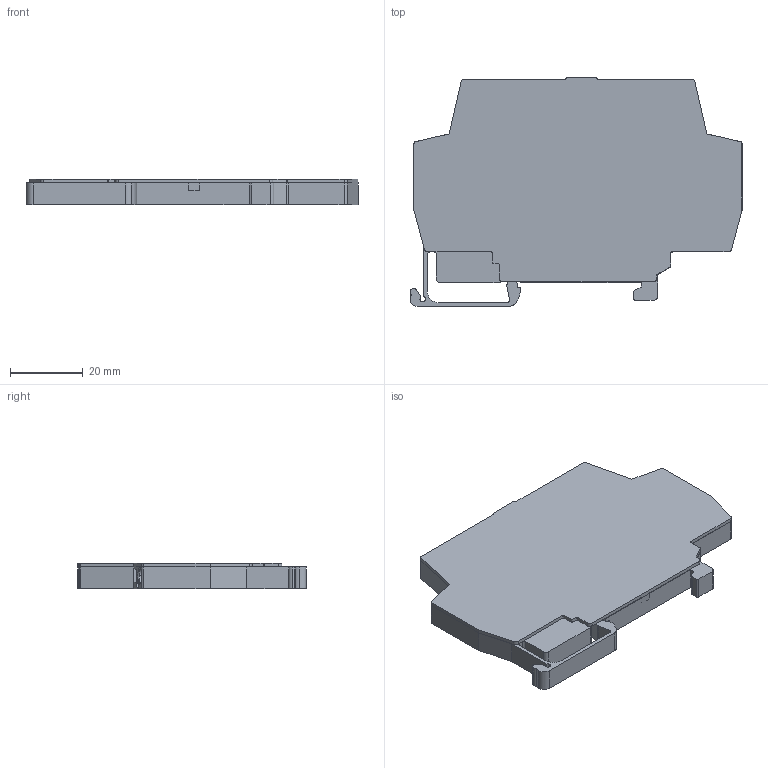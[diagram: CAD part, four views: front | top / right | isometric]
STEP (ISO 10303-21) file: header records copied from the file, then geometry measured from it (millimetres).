
FILE_DESCRIPTION (( 'STEP AP214' ), '1' );
FILE_NAME ('ﾌﾃﾐﾒﾏ-011.STEP', '2022-08-10T06:02:52', ( '' ), ( '' ), 'SwSTEP 2.0', 'SolidWorks 2020', '' );
FILE_SCHEMA (( 'AUTOMOTIVE_DESIGN' ));
Length unit declared in the file: millimetre
Products named in the file (3): ﾌﾃﾐﾒﾏ-011; 859-110; 859-525
Assembly tree (2 placements, depth 2):
  ﾌﾃﾐﾒﾏ-011
    859-110
    859-525
Bounding box: 91.5 x 63 x 7 mm (x, y, z)
Volume: 18106.9 mm3; surface area: 22834.1 mm2
Topology: 2 solids, 2 shells, 392 faces, 1099 edges, 722 vertices
Faces by surface type: plane 225, cylinder 157, cone 10
Entity records: 12962 total; most frequent: DIRECTION 2227, CARTESIAN_POINT 2218, ORIENTED_EDGE 2198, EDGE_CURVE 1099, VECTOR 765, LINE 765, AXIS2_PLACEMENT_3D 731, VERTEX_POINT 722
